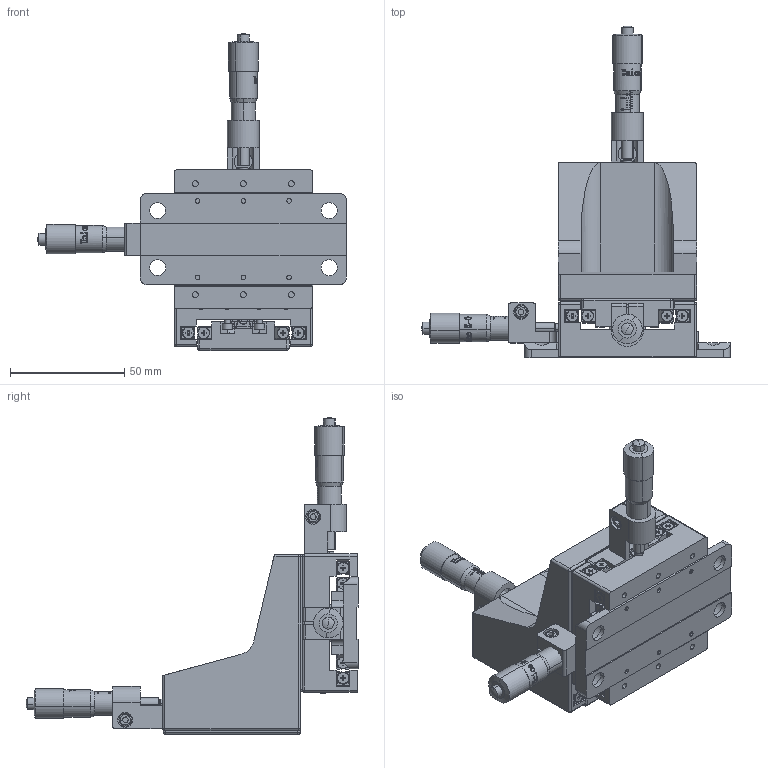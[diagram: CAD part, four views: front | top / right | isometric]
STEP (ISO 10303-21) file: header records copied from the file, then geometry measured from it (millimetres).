
FILE_DESCRIPTION (( 'STEP AP214' ), '1' );
FILE_NAME ('06CTS-3RM.STEP', '2018-05-30T03:15:14', ( '' ), ( '' ), 'SwSTEP 2.0', 'SolidWorks 2016', '' );
FILE_SCHEMA (( 'AUTOMOTIVE_DESIGN' ));
Length unit declared in the file: millimetre
Products named in the file (1): 06CTS-3RM
Bounding box: 134.9 x 145.15 x 138.6 mm (x, y, z)
Surface area: 84450.3 mm2 (no closed solid volume)
Topology: 0 solids, 118 shells, 1304 faces, 5920 edges, 4534 vertices
Faces by surface type: plane 793, cylinder 342, cone 109, torus 32, sphere 17, bspline 11
Entity records: 86685 total; most frequent: CARTESIAN_POINT 26318, DIRECTION 9056, ORIENTED_EDGE 8501, EDGE_CURVE 5897, VERTEX_POINT 4534, LINE 3254, VECTOR 3254, AXIS2_PLACEMENT_3D 2901
